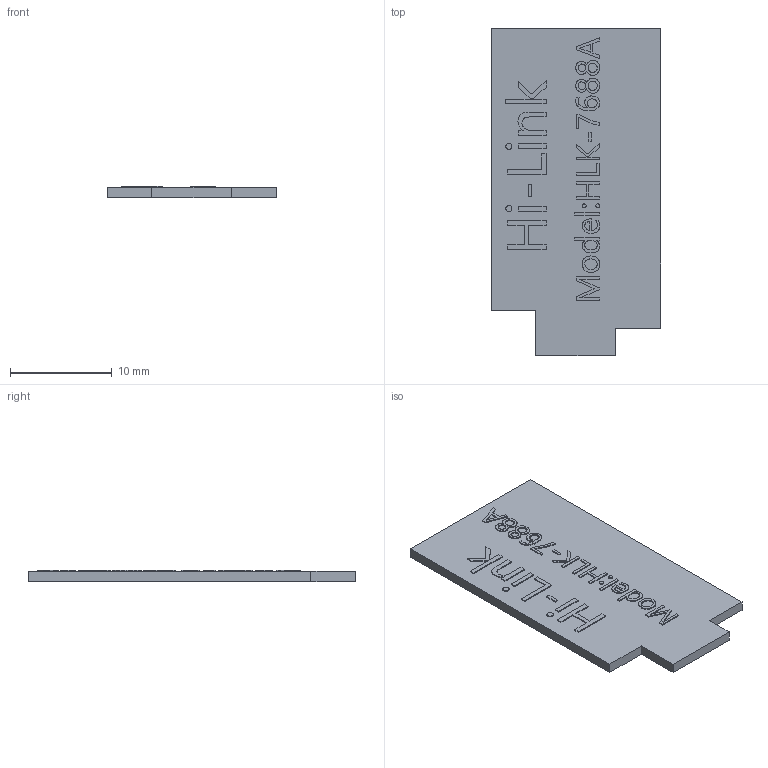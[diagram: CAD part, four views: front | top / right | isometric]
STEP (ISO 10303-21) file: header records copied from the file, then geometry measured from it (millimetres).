
FILE_DESCRIPTION(/* description */ (''),/* implementation_level */ '2;1');
FILE_NAME(/* name */ 'HLK-7688A.step',/* time_stamp */ '2020-06-15T12:19:34+08:00',/* author */ (''),/* organization */ (''),/* preprocessor_version */ 'ST-DEVELOPER v15.2',/* originating_system */ 'Autodesk Translator Framework v2.0.0.5431',/* authorisation */ '');
FILE_SCHEMA (('AUTOMOTIVE_DESIGN { 1 0 10303 214 3 1 1 }'));
Length unit declared in the file: centimetre
Products named in the file (1): HLK-7688A
Bounding box: 16.7 x 32.2 x 1.1 mm (x, y, z)
Volume: 509.8 mm3; surface area: 1204 mm2
Topology: 26 solids, 26 shells, 387 faces, 1005 edges, 670 vertices
Faces by surface type: plane 198, bspline 189
Entity records: 13506 total; most frequent: CARTESIAN_POINT 5276, ORIENTED_EDGE 2010, DIRECTION 1025, EDGE_CURVE 1005, VERTEX_POINT 670, LINE 627, VECTOR 627, EDGE_LOOP 405
